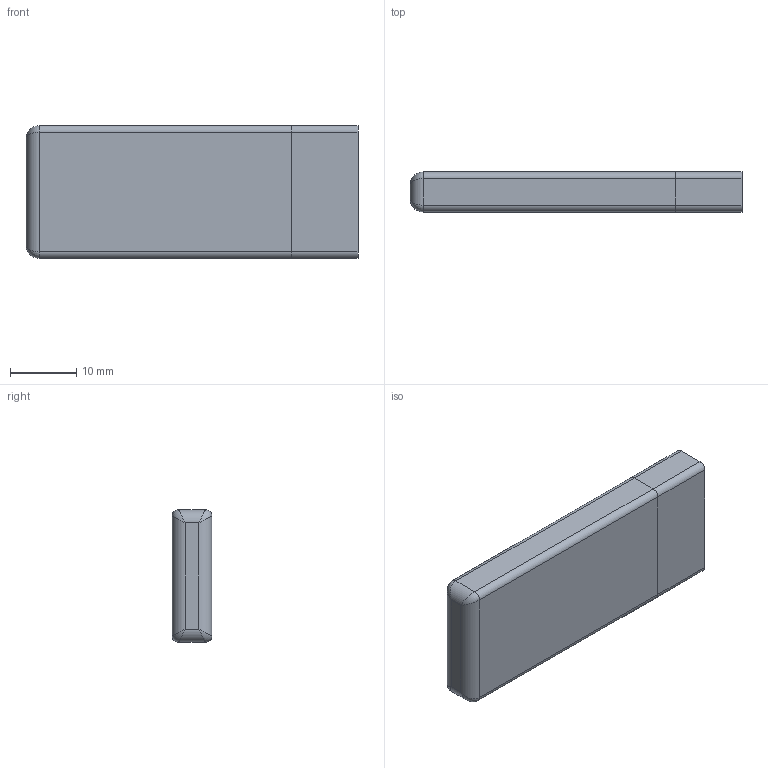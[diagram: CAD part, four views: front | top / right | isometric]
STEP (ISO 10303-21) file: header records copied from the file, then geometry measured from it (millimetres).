
FILE_DESCRIPTION(('STEP AP242'), '1');
FILE_NAME('弝摙僗 2_4', '', ('UNSPECIFIED'), ('UNSPECIFIED'), 'C3D Converter', 'C3D Toolkit', '');
FILE_SCHEMA(('AP242_MANAGED_MODEL_BASED_3D_ENGINEERING_MIM_LF { 1 0 10303 442 1 1 4 }'));
Length unit declared in the file: millimetre
Assembly tree (2 placements, depth 2):
  (unnamed)
    (unnamed)
    (unnamed)
Bounding box: 50 x 6 x 20 mm (x, y, z)
Volume: 5519.3 mm3; surface area: 3687.1 mm2
Topology: 3 solids, 3 shells, 54 faces, 139 edges, 87 vertices
Faces by surface type: plane 32, cylinder 18, bspline 4
Full cylindrical faces by diameter (mm): 1 x2
Entity records: 3269 total; most frequent: CARTESIAN_POINT 1813, ORIENTED_EDGE 266, DIRECTION 260, EDGE_CURVE 133, LINE 90, VECTOR 90, VERTEX_POINT 87, AXIS2_PLACEMENT_3D 85
